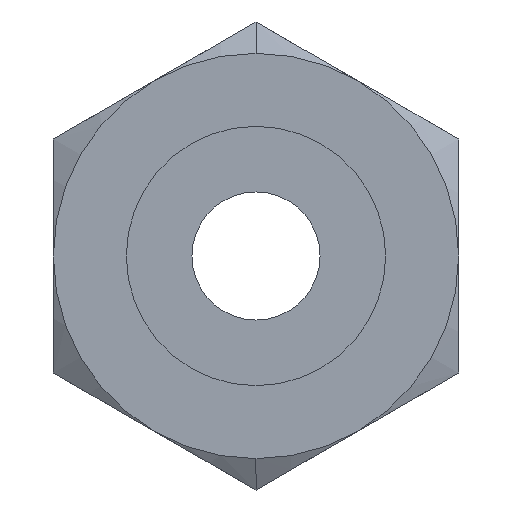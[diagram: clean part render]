
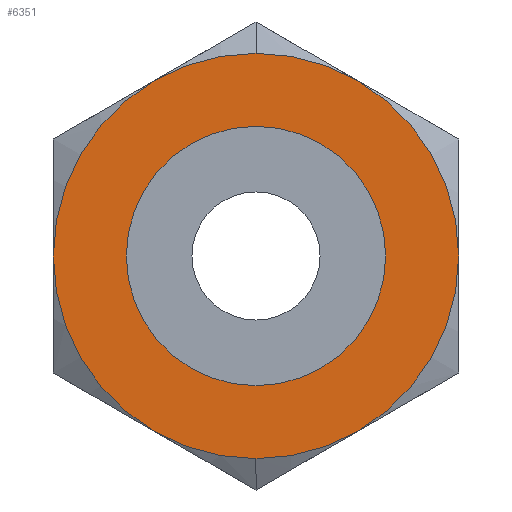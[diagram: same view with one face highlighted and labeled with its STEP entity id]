
A CAD part, left-side view. The second image highlights one B-rep face of the part: STEP entity #6351.
In plain terms, the highlighted planar face has unit normal (-1, 0, 0).
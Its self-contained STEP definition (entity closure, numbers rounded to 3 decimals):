
#97 = DIRECTION ( 'NONE',  ( -1., 0., 0. ) ) ;
#277 = CARTESIAN_POINT ( 'NONE',  ( 0., 0., 0. ) ) ;
#300 = ORIENTED_EDGE ( 'NONE', *, *, #1260, .F. ) ;
#823 = AXIS2_PLACEMENT_3D ( 'NONE', #8254, #2398, #6114 ) ;
#860 = CARTESIAN_POINT ( 'NONE',  ( 0., 0., 6.25 ) ) ;
#1227 = DIRECTION ( 'NONE',  ( 1., 0., 0. ) ) ;
#1238 = ORIENTED_EDGE ( 'NONE', *, *, #8547, .F. ) ;
#1260 = EDGE_CURVE ( 'NONE', #7293, #2615, #3901, .T. ) ;
#1521 = CARTESIAN_POINT ( 'NONE',  ( 0., 0., -12.5 ) ) ;
#1531 = PLANE ( 'NONE',  #3406 ) ;
#1831 = AXIS2_PLACEMENT_3D ( 'NONE', #2839, #1227, #9366 ) ;
#2281 = CIRCLE ( 'NONE', #1831, 8. ) ;
#2398 = DIRECTION ( 'NONE',  ( 1., 0., 0. ) ) ;
#2615 = VERTEX_POINT ( 'NONE', #4664 ) ;
#2826 = EDGE_CURVE ( 'NONE', #7992, #8430, #2281, .T. ) ;
#2839 = CARTESIAN_POINT ( 'NONE',  ( 0., 0., 0. ) ) ;
#2892 = DIRECTION ( 'NONE',  ( 0., 0., 1. ) ) ;
#2971 = ORIENTED_EDGE ( 'NONE', *, *, #2826, .T. ) ;
#3190 = DIRECTION ( 'NONE',  ( 0., 0., -1. ) ) ;
#3235 = DIRECTION ( 'NONE',  ( 1., 0., 0. ) ) ;
#3347 = EDGE_CURVE ( 'NONE', #8430, #7992, #7827, .T. ) ;
#3406 = AXIS2_PLACEMENT_3D ( 'NONE', #860, #97, #6680 ) ;
#3901 = CIRCLE ( 'NONE', #4665, 12.5 ) ;
#3926 = EDGE_LOOP ( 'NONE', ( #1238, #300 ) ) ;
#4007 = CARTESIAN_POINT ( 'NONE',  ( 0., 0., 8. ) ) ;
#4664 = CARTESIAN_POINT ( 'NONE',  ( 0., 0., 12.5 ) ) ;
#4665 = AXIS2_PLACEMENT_3D ( 'NONE', #277, #3235, #3190 ) ;
#5186 = DIRECTION ( 'NONE',  ( 1., 0., 0. ) ) ;
#5214 = EDGE_LOOP ( 'NONE', ( #2971, #8170 ) ) ;
#5253 = CARTESIAN_POINT ( 'NONE',  ( 0., 0., -8. ) ) ;
#5868 = FACE_BOUND ( 'NONE', #5214, .T. ) ;
#6114 = DIRECTION ( 'NONE',  ( 0., 0., 1. ) ) ;
#6351 = ADVANCED_FACE ( 'NONE', ( #5868, #8060 ), #1531, .T. ) ;
#6680 = DIRECTION ( 'NONE',  ( 0., 0., 1. ) ) ;
#7293 = VERTEX_POINT ( 'NONE', #1521 ) ;
#7322 = CARTESIAN_POINT ( 'NONE',  ( 0., 0., 0. ) ) ;
#7730 = AXIS2_PLACEMENT_3D ( 'NONE', #7322, #5186, #2892 ) ;
#7827 = CIRCLE ( 'NONE', #823, 8. ) ;
#7992 = VERTEX_POINT ( 'NONE', #5253 ) ;
#8060 = FACE_OUTER_BOUND ( 'NONE', #3926, .T. ) ;
#8170 = ORIENTED_EDGE ( 'NONE', *, *, #3347, .T. ) ;
#8254 = CARTESIAN_POINT ( 'NONE',  ( 0., 0., 0. ) ) ;
#8430 = VERTEX_POINT ( 'NONE', #4007 ) ;
#8547 = EDGE_CURVE ( 'NONE', #2615, #7293, #8940, .T. ) ;
#8940 = CIRCLE ( 'NONE', #7730, 12.5 ) ;
#9366 = DIRECTION ( 'NONE',  ( 0., 0., -1. ) ) ;
